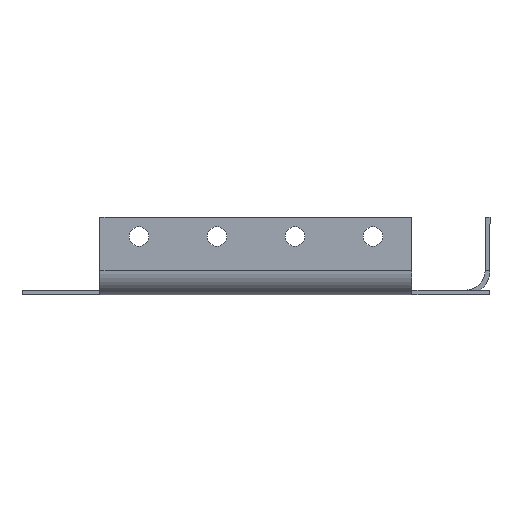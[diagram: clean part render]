
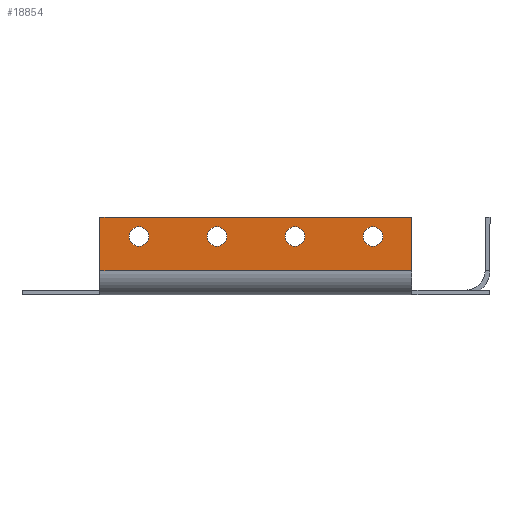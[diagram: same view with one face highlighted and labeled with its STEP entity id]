
A CAD part, left-side view. The second image highlights one B-rep face of the part: STEP entity #18854.
In plain terms, the highlighted planar face has unit normal (-1, 0, 0).
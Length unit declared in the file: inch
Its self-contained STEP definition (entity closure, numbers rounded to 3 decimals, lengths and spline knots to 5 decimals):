
#8 = EDGE_CURVE ( 'NONE', #20229, #6007, #15739, .T. ) ;
#211 = EDGE_LOOP ( 'NONE', ( #26263, #5211, #4687, #9317 ) ) ;
#443 = EDGE_CURVE ( 'NONE', #6007, #20229, #11831, .T. ) ;
#673 = CARTESIAN_POINT ( 'NONE',  ( -0.001, 1.20401, 0.75 ) ) ;
#766 = DIRECTION ( 'NONE',  ( -1., 0., 0. ) ) ;
#1333 = CARTESIAN_POINT ( 'NONE',  ( -0.001, -0.29599, 0.0625 ) ) ;
#1433 = CARTESIAN_POINT ( 'NONE',  ( -0.001, -0.29599, 1. ) ) ;
#1516 = DIRECTION ( 'NONE',  ( 0., -1., 0. ) ) ;
#1540 = CARTESIAN_POINT ( 'NONE',  ( -0.001, 0.20401, 0.875 ) ) ;
#2262 = FACE_BOUND ( 'NONE', #5967, .T. ) ;
#2814 = EDGE_LOOP ( 'NONE', ( #11966, #4220 ) ) ;
#2962 = CARTESIAN_POINT ( 'NONE',  ( -0.001, 1.20401, 0.625 ) ) ;
#3591 = CARTESIAN_POINT ( 'NONE',  ( -0.001, -0.29599, 1. ) ) ;
#3681 = FACE_BOUND ( 'NONE', #9982, .T. ) ;
#4007 = DIRECTION ( 'NONE',  ( -1., 0., 0. ) ) ;
#4220 = ORIENTED_EDGE ( 'NONE', *, *, #24767, .F. ) ;
#4236 = DIRECTION ( 'NONE',  ( -1., 0., 0. ) ) ;
#4687 = ORIENTED_EDGE ( 'NONE', *, *, #24548, .F. ) ;
#4943 = CARTESIAN_POINT ( 'NONE',  ( -0.001, 0.20401, 0.75 ) ) ;
#5194 = EDGE_CURVE ( 'NONE', #24409, #26848, #15183, .T. ) ;
#5211 = ORIENTED_EDGE ( 'NONE', *, *, #27281, .T. ) ;
#5221 = VERTEX_POINT ( 'NONE', #1433 ) ;
#5472 = CARTESIAN_POINT ( 'NONE',  ( -0.001, 2.20401, 0.875 ) ) ;
#5967 = EDGE_LOOP ( 'NONE', ( #26051, #20534 ) ) ;
#6007 = VERTEX_POINT ( 'NONE', #26968 ) ;
#6008 = DIRECTION ( 'NONE',  ( 0., 0., 1. ) ) ;
#6065 = EDGE_CURVE ( 'NONE', #13154, #10215, #27615, .T. ) ;
#6205 = CIRCLE ( 'NONE', #23186, 0.125 ) ;
#6817 = DIRECTION ( 'NONE',  ( 0., 0., 1. ) ) ;
#6996 = DIRECTION ( 'NONE',  ( -1., 0., 0. ) ) ;
#7040 = CARTESIAN_POINT ( 'NONE',  ( -0.001, -0.29599, 0.3125 ) ) ;
#7976 = LINE ( 'NONE', #13802, #24362 ) ;
#8270 = CARTESIAN_POINT ( 'NONE',  ( -0.001, 3.70401, 1. ) ) ;
#8992 = FACE_OUTER_BOUND ( 'NONE', #211, .T. ) ;
#9268 = CARTESIAN_POINT ( 'NONE',  ( -0.001, 0., 0. ) ) ;
#9317 = ORIENTED_EDGE ( 'NONE', *, *, #27823, .F. ) ;
#9372 = DIRECTION ( 'NONE',  ( -1., 0., 0. ) ) ;
#9471 = CARTESIAN_POINT ( 'NONE',  ( -0.001, 3.20401, 0.75 ) ) ;
#9747 = LINE ( 'NONE', #3591, #21450 ) ;
#9982 = EDGE_LOOP ( 'NONE', ( #10391, #13236 ) ) ;
#10187 = CARTESIAN_POINT ( 'NONE',  ( -0.001, 3.20401, 0.75 ) ) ;
#10215 = VERTEX_POINT ( 'NONE', #14619 ) ;
#10365 = ORIENTED_EDGE ( 'NONE', *, *, #16204, .F. ) ;
#10391 = ORIENTED_EDGE ( 'NONE', *, *, #6065, .F. ) ;
#11405 = AXIS2_PLACEMENT_3D ( 'NONE', #15296, #4007, #28818 ) ;
#11831 = CIRCLE ( 'NONE', #17825, 0.125 ) ;
#11931 = VERTEX_POINT ( 'NONE', #15272 ) ;
#11966 = ORIENTED_EDGE ( 'NONE', *, *, #23816, .F. ) ;
#12129 = VECTOR ( 'NONE', #14796, 39.37008 ) ;
#12848 = LINE ( 'NONE', #24069, #12129 ) ;
#13154 = VERTEX_POINT ( 'NONE', #25329 ) ;
#13236 = ORIENTED_EDGE ( 'NONE', *, *, #23613, .F. ) ;
#13802 = CARTESIAN_POINT ( 'NONE',  ( -0.001, 0., 0.3125 ) ) ;
#13991 = AXIS2_PLACEMENT_3D ( 'NONE', #20714, #15854, #6817 ) ;
#14619 = CARTESIAN_POINT ( 'NONE',  ( -0.001, 3.20401, 0.875 ) ) ;
#14796 = DIRECTION ( 'NONE',  ( 0., 0., 1. ) ) ;
#14868 = EDGE_CURVE ( 'NONE', #17303, #22777, #12848, .T. ) ;
#15006 = VERTEX_POINT ( 'NONE', #7040 ) ;
#15035 = FACE_BOUND ( 'NONE', #17706, .T. ) ;
#15068 = VECTOR ( 'NONE', #17192, 39.37008 ) ;
#15183 = CIRCLE ( 'NONE', #11405, 0.125 ) ;
#15272 = CARTESIAN_POINT ( 'NONE',  ( -0.001, 0.20401, 0.625 ) ) ;
#15296 = CARTESIAN_POINT ( 'NONE',  ( -0.001, 2.20401, 0.75 ) ) ;
#15739 = CIRCLE ( 'NONE', #26113, 0.125 ) ;
#15854 = DIRECTION ( 'NONE',  ( -1., 0., 0. ) ) ;
#16150 = AXIS2_PLACEMENT_3D ( 'NONE', #4943, #20647, #16179 ) ;
#16179 = DIRECTION ( 'NONE',  ( 0., 0., 1. ) ) ;
#16204 = EDGE_CURVE ( 'NONE', #26848, #24409, #6205, .T. ) ;
#17192 = DIRECTION ( 'NONE',  ( 0., 0., -1. ) ) ;
#17202 = CARTESIAN_POINT ( 'NONE',  ( -0.001, 1.20401, 0.75 ) ) ;
#17303 = VERTEX_POINT ( 'NONE', #24689 ) ;
#17706 = EDGE_LOOP ( 'NONE', ( #10365, #28900 ) ) ;
#17825 = AXIS2_PLACEMENT_3D ( 'NONE', #17202, #21963, #26341 ) ;
#18195 = AXIS2_PLACEMENT_3D ( 'NONE', #9268, #9372, #27541 ) ;
#18571 = CARTESIAN_POINT ( 'NONE',  ( -0.001, 2.20401, 0.625 ) ) ;
#18640 = DIRECTION ( 'NONE',  ( 0., -1., 0. ) ) ;
#18854 = ADVANCED_FACE ( 'NONE', ( #27817, #2262, #15035, #3681, #8992 ), #20964, .T. ) ;
#18909 = DIRECTION ( 'NONE',  ( 0., 0., 1. ) ) ;
#20229 = VERTEX_POINT ( 'NONE', #2962 ) ;
#20534 = ORIENTED_EDGE ( 'NONE', *, *, #443, .F. ) ;
#20647 = DIRECTION ( 'NONE',  ( -1., 0., 0. ) ) ;
#20714 = CARTESIAN_POINT ( 'NONE',  ( -0.001, 0.20401, 0.75 ) ) ;
#20964 = PLANE ( 'NONE',  #18195 ) ;
#21450 = VECTOR ( 'NONE', #1516, 39.37008 ) ;
#21963 = DIRECTION ( 'NONE',  ( -1., 0., 0. ) ) ;
#22602 = CARTESIAN_POINT ( 'NONE',  ( -0.001, 2.20401, 0.75 ) ) ;
#22777 = VERTEX_POINT ( 'NONE', #8270 ) ;
#23186 = AXIS2_PLACEMENT_3D ( 'NONE', #22602, #4236, #29449 ) ;
#23613 = EDGE_CURVE ( 'NONE', #10215, #13154, #25268, .T. ) ;
#23816 = EDGE_CURVE ( 'NONE', #11931, #28288, #24894, .T. ) ;
#24069 = CARTESIAN_POINT ( 'NONE',  ( -0.001, 3.70401, 1. ) ) ;
#24362 = VECTOR ( 'NONE', #18640, 39.37008 ) ;
#24409 = VERTEX_POINT ( 'NONE', #5472 ) ;
#24548 = EDGE_CURVE ( 'NONE', #5221, #15006, #27163, .T. ) ;
#24689 = CARTESIAN_POINT ( 'NONE',  ( -0.001, 3.70401, 0.3125 ) ) ;
#24767 = EDGE_CURVE ( 'NONE', #28288, #11931, #25571, .T. ) ;
#24894 = CIRCLE ( 'NONE', #13991, 0.125 ) ;
#25088 = DIRECTION ( 'NONE',  ( 0., 0., 1. ) ) ;
#25268 = CIRCLE ( 'NONE', #28260, 0.125 ) ;
#25329 = CARTESIAN_POINT ( 'NONE',  ( -0.001, 3.20401, 0.625 ) ) ;
#25571 = CIRCLE ( 'NONE', #16150, 0.125 ) ;
#26051 = ORIENTED_EDGE ( 'NONE', *, *, #8, .F. ) ;
#26082 = DIRECTION ( 'NONE',  ( -1., 0., 0. ) ) ;
#26113 = AXIS2_PLACEMENT_3D ( 'NONE', #673, #766, #18909 ) ;
#26263 = ORIENTED_EDGE ( 'NONE', *, *, #14868, .F. ) ;
#26341 = DIRECTION ( 'NONE',  ( 0., 0., 1. ) ) ;
#26848 = VERTEX_POINT ( 'NONE', #18571 ) ;
#26968 = CARTESIAN_POINT ( 'NONE',  ( -0.001, 1.20401, 0.875 ) ) ;
#27163 = LINE ( 'NONE', #1333, #15068 ) ;
#27281 = EDGE_CURVE ( 'NONE', #17303, #15006, #7976, .T. ) ;
#27541 = DIRECTION ( 'NONE',  ( 0., 0., 1. ) ) ;
#27615 = CIRCLE ( 'NONE', #28550, 0.125 ) ;
#27817 = FACE_BOUND ( 'NONE', #2814, .T. ) ;
#27823 = EDGE_CURVE ( 'NONE', #22777, #5221, #9747, .T. ) ;
#28260 = AXIS2_PLACEMENT_3D ( 'NONE', #10187, #26082, #6008 ) ;
#28288 = VERTEX_POINT ( 'NONE', #1540 ) ;
#28550 = AXIS2_PLACEMENT_3D ( 'NONE', #9471, #6996, #25088 ) ;
#28818 = DIRECTION ( 'NONE',  ( 0., 0., 1. ) ) ;
#28900 = ORIENTED_EDGE ( 'NONE', *, *, #5194, .F. ) ;
#29449 = DIRECTION ( 'NONE',  ( 0., 0., 1. ) ) ;
